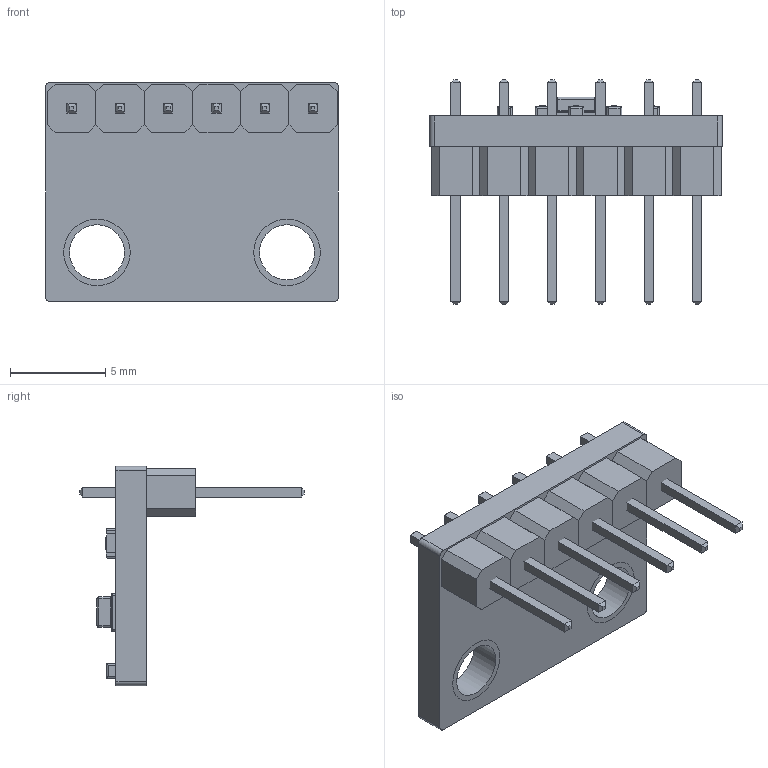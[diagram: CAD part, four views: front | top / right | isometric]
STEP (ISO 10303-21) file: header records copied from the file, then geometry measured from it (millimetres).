
FILE_DESCRIPTION(/* description */ (''),/* implementation_level */ '2;1');
FILE_NAME(/* name */ 'BME280_SENSOR_MODULE_WITH_HEADER (1) v1.step',/* time_stamp */ '2024-01-08T00:49:57+03:00',/* author */ (''),/* organization */ (''),/* preprocessor_version */ 'ST-DEVELOPER v20',/* originating_system */ 'Autodesk Translation Framework v12.14.0.127',/* authorisation */ '');
FILE_SCHEMA (('AUTOMOTIVE_DESIGN { 1 0 10303 214 3 1 1 }'));
Length unit declared in the file: millimetre
Products named in the file (2): BME280_SENSOR_MODULE_WITH_HEADER (1); 103
Assembly tree (5 placements, depth 2):
  BME280_SENSOR_MODULE_WITH_HEADER (1)
    103  x5
Bounding box: 15.4 x 11.8 x 11.55 mm (x, y, z)
Volume: 376.4 mm3; surface area: 1041.2 mm2
Topology: 55 solids, 55 shells, 618 faces, 1422 edges, 912 vertices
Faces by surface type: plane 361, bspline 164, cylinder 85, sphere 4, torus 4
Full cylindrical faces by diameter (mm): 0.12 x1, 1 x6, 1.508 x12, 2.9 x2, 3.5 x4
Entity records: 11873 total; most frequent: CARTESIAN_POINT 2523, ORIENTED_EDGE 1852, DIRECTION 1818, EDGE_CURVE 926, LINE 708, VECTOR 708, VERTEX_POINT 584, AXIS2_PLACEMENT_3D 555
